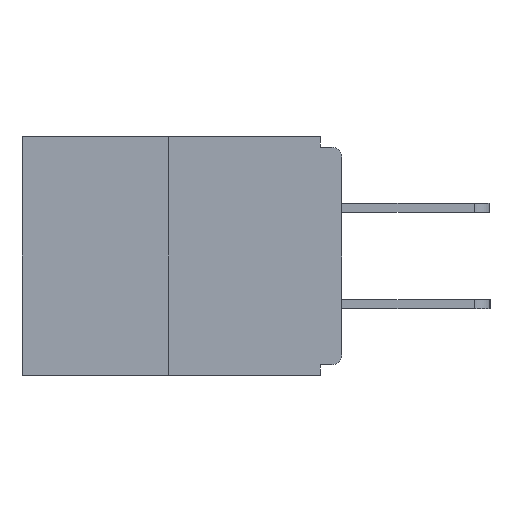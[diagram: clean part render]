
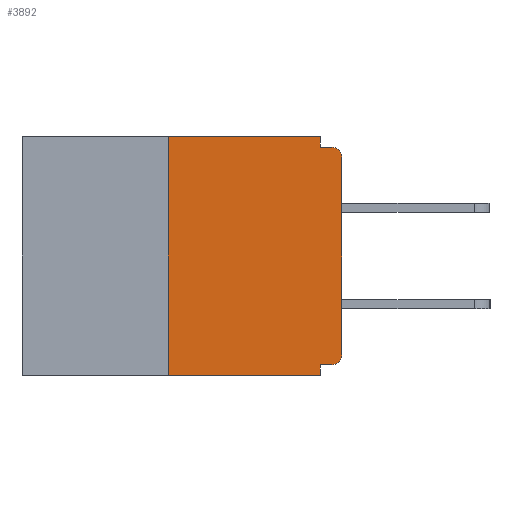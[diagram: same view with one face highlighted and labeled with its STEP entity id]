
A CAD part, left-side view. The second image highlights one B-rep face of the part: STEP entity #3892.
In plain terms, the highlighted planar face has unit normal (-1, 0, 0).
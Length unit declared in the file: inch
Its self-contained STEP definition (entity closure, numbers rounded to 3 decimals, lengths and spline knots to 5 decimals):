
#356 = VECTOR ( 'NONE', #14576, 39.37008 ) ;
#375 = LINE ( 'NONE', #13263, #1039 ) ;
#1039 = VECTOR ( 'NONE', #1893, 39.37008 ) ;
#1384 = FACE_OUTER_BOUND ( 'NONE', #3036, .T. ) ;
#1526 = EDGE_CURVE ( 'NONE', #9128, #6061, #13576, .T. ) ;
#1539 = CARTESIAN_POINT ( 'NONE',  ( 0., 0., -0.313 ) ) ;
#1730 = ORIENTED_EDGE ( 'NONE', *, *, #5189, .F. ) ;
#1745 = ORIENTED_EDGE ( 'NONE', *, *, #16274, .F. ) ;
#1765 = CARTESIAN_POINT ( 'NONE',  ( 0., 0.031, -0.015 ) ) ;
#1769 = EDGE_CURVE ( 'NONE', #14429, #5718, #5085, .T. ) ;
#1851 = CARTESIAN_POINT ( 'NONE',  ( 0., 0., -0.328 ) ) ;
#1893 = DIRECTION ( 'NONE',  ( 0., -1., 0. ) ) ;
#1948 = LINE ( 'NONE', #1851, #14812 ) ;
#2265 = VERTEX_POINT ( 'NONE', #9926 ) ;
#2532 = VERTEX_POINT ( 'NONE', #3134 ) ;
#2710 = DIRECTION ( 'NONE',  ( -1., 0., 0. ) ) ;
#2912 = CARTESIAN_POINT ( 'NONE',  ( 0., 0.015, -0.015 ) ) ;
#2915 = ORIENTED_EDGE ( 'NONE', *, *, #15017, .F. ) ;
#3003 = CARTESIAN_POINT ( 'NONE',  ( 0., 0.031, -0.343 ) ) ;
#3036 = EDGE_LOOP ( 'NONE', ( #16860, #13835, #4648, #1730, #17632, #14879, #15600, #18187, #2915, #1745 ) ) ;
#3134 = CARTESIAN_POINT ( 'NONE',  ( 0., 0.031, 0. ) ) ;
#3453 = VECTOR ( 'NONE', #11357, 39.37008 ) ;
#3792 = VERTEX_POINT ( 'NONE', #3003 ) ;
#3892 = ADVANCED_FACE ( 'NONE', ( #1384 ), #18865, .F. ) ;
#4336 = DIRECTION ( 'NONE',  ( 1., 0., 0. ) ) ;
#4387 = VECTOR ( 'NONE', #6895, 39.37008 ) ;
#4648 = ORIENTED_EDGE ( 'NONE', *, *, #18732, .T. ) ;
#4994 = CARTESIAN_POINT ( 'NONE',  ( 0., 0.25, 0. ) ) ;
#5085 = LINE ( 'NONE', #4994, #16400 ) ;
#5189 = EDGE_CURVE ( 'NONE', #2265, #3792, #15480, .T. ) ;
#5544 = CARTESIAN_POINT ( 'NONE',  ( 0., 0., 0. ) ) ;
#5584 = DIRECTION ( 'NONE',  ( 0., 0., -1. ) ) ;
#5718 = VERTEX_POINT ( 'NONE', #8829 ) ;
#5843 = LINE ( 'NONE', #11665, #6791 ) ;
#5950 = DIRECTION ( 'NONE',  ( 0., 0., -1. ) ) ;
#6061 = VERTEX_POINT ( 'NONE', #1539 ) ;
#6357 = EDGE_CURVE ( 'NONE', #6061, #11146, #8411, .T. ) ;
#6791 = VECTOR ( 'NONE', #13180, 39.37008 ) ;
#6895 = DIRECTION ( 'NONE',  ( 0., 0., 1. ) ) ;
#7095 = VERTEX_POINT ( 'NONE', #2912 ) ;
#7424 = EDGE_CURVE ( 'NONE', #5718, #2532, #5843, .T. ) ;
#7799 = DIRECTION ( 'NONE',  ( 0., -1., 0. ) ) ;
#8130 = CARTESIAN_POINT ( 'NONE',  ( 0., 0.031, -0.343 ) ) ;
#8411 = LINE ( 'NONE', #5544, #4387 ) ;
#8542 = LINE ( 'NONE', #11702, #356 ) ;
#8829 = CARTESIAN_POINT ( 'NONE',  ( 0., 0.25, 0. ) ) ;
#9128 = VERTEX_POINT ( 'NONE', #10478 ) ;
#9391 = EDGE_CURVE ( 'NONE', #11146, #7095, #9584, .T. ) ;
#9584 = CIRCLE ( 'NONE', #12033, 0.015 ) ;
#9926 = CARTESIAN_POINT ( 'NONE',  ( 0., 0.031, -0.328 ) ) ;
#10359 = DIRECTION ( 'NONE',  ( 0., 1., 0. ) ) ;
#10478 = CARTESIAN_POINT ( 'NONE',  ( 0., 0.015, -0.328 ) ) ;
#10837 = EDGE_CURVE ( 'NONE', #9128, #2265, #1948, .T. ) ;
#11146 = VERTEX_POINT ( 'NONE', #13663 ) ;
#11357 = DIRECTION ( 'NONE',  ( 0., 0., -1. ) ) ;
#11665 = CARTESIAN_POINT ( 'NONE',  ( 0., 0.46, 0. ) ) ;
#11702 = CARTESIAN_POINT ( 'NONE',  ( 0., 0.031, 0. ) ) ;
#12033 = AXIS2_PLACEMENT_3D ( 'NONE', #13187, #16247, #5950 ) ;
#12356 = AXIS2_PLACEMENT_3D ( 'NONE', #18768, #2710, #5584 ) ;
#12425 = DIRECTION ( 'NONE',  ( 0., 0., 1. ) ) ;
#13180 = DIRECTION ( 'NONE',  ( 0., -1., 0. ) ) ;
#13187 = CARTESIAN_POINT ( 'NONE',  ( 0., 0.015, -0.03 ) ) ;
#13263 = CARTESIAN_POINT ( 'NONE',  ( 0., 0.46, -0.343 ) ) ;
#13576 = CIRCLE ( 'NONE', #12356, 0.015 ) ;
#13621 = VERTEX_POINT ( 'NONE', #1765 ) ;
#13663 = CARTESIAN_POINT ( 'NONE',  ( 0., 0., -0.03 ) ) ;
#13692 = CARTESIAN_POINT ( 'NONE',  ( 0., 0., -0.015 ) ) ;
#13835 = ORIENTED_EDGE ( 'NONE', *, *, #1769, .F. ) ;
#14335 = VECTOR ( 'NONE', #7799, 39.37008 ) ;
#14429 = VERTEX_POINT ( 'NONE', #17740 ) ;
#14576 = DIRECTION ( 'NONE',  ( 0., 0., -1. ) ) ;
#14812 = VECTOR ( 'NONE', #10359, 39.37008 ) ;
#14879 = ORIENTED_EDGE ( 'NONE', *, *, #1526, .T. ) ;
#15017 = EDGE_CURVE ( 'NONE', #13621, #7095, #18093, .T. ) ;
#15424 = AXIS2_PLACEMENT_3D ( 'NONE', #17407, #4336, #15999 ) ;
#15480 = LINE ( 'NONE', #8130, #3453 ) ;
#15600 = ORIENTED_EDGE ( 'NONE', *, *, #6357, .T. ) ;
#15999 = DIRECTION ( 'NONE',  ( 0., 0., -1. ) ) ;
#16247 = DIRECTION ( 'NONE',  ( -1., 0., 0. ) ) ;
#16274 = EDGE_CURVE ( 'NONE', #2532, #13621, #8542, .T. ) ;
#16400 = VECTOR ( 'NONE', #12425, 39.37008 ) ;
#16860 = ORIENTED_EDGE ( 'NONE', *, *, #7424, .F. ) ;
#17407 = CARTESIAN_POINT ( 'NONE',  ( 0., 0.46, 0. ) ) ;
#17632 = ORIENTED_EDGE ( 'NONE', *, *, #10837, .F. ) ;
#17740 = CARTESIAN_POINT ( 'NONE',  ( 0., 0.25, -0.343 ) ) ;
#18093 = LINE ( 'NONE', #13692, #14335 ) ;
#18187 = ORIENTED_EDGE ( 'NONE', *, *, #9391, .T. ) ;
#18732 = EDGE_CURVE ( 'NONE', #14429, #3792, #375, .T. ) ;
#18768 = CARTESIAN_POINT ( 'NONE',  ( 0., 0.015, -0.313 ) ) ;
#18865 = PLANE ( 'NONE',  #15424 ) ;
